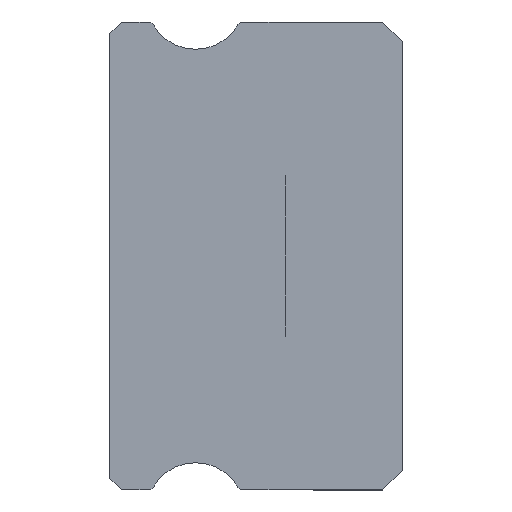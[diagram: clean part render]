
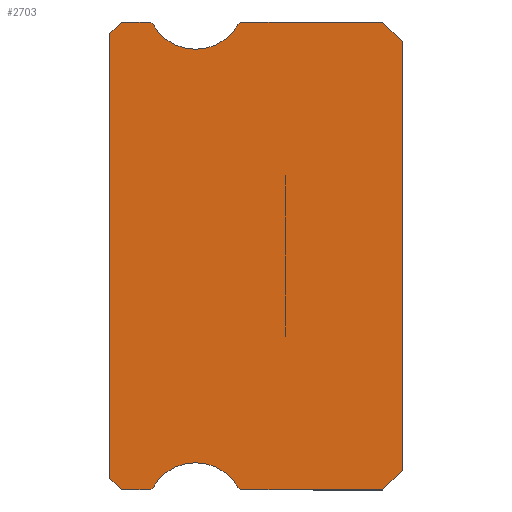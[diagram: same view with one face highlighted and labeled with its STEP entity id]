
A CAD part, left-side view. The second image highlights one B-rep face of the part: STEP entity #2703.
In plain terms, the highlighted planar face has unit normal (-1, 0, 0).
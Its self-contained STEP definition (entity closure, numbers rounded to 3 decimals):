
#23 = EDGE_CURVE ( 'NONE', #4618, #4244, #2920, .T. ) ;
#55 = CARTESIAN_POINT ( 'NONE',  ( -5., 6.512, -6. ) ) ;
#56 = VECTOR ( 'NONE', #3136, 1000. ) ;
#96 = LINE ( 'NONE', #3249, #56 ) ;
#152 = DIRECTION ( 'NONE',  ( 0., 0., -1. ) ) ;
#208 = ORIENTED_EDGE ( 'NONE', *, *, #2948, .F. ) ;
#213 = CARTESIAN_POINT ( 'NONE',  ( -5., 0.5, 6. ) ) ;
#253 = ORIENTED_EDGE ( 'NONE', *, *, #666, .T. ) ;
#267 = VERTEX_POINT ( 'NONE', #4399 ) ;
#287 = LINE ( 'NONE', #350, #407 ) ;
#321 = ORIENTED_EDGE ( 'NONE', *, *, #3783, .F. ) ;
#350 = CARTESIAN_POINT ( 'NONE',  ( -5., 0., -5.5 ) ) ;
#388 = CARTESIAN_POINT ( 'NONE',  ( -5., 6.512, -6. ) ) ;
#390 = LINE ( 'NONE', #3149, #970 ) ;
#397 = VECTOR ( 'NONE', #2594, 1000. ) ;
#407 = VECTOR ( 'NONE', #3445, 1000. ) ;
#447 = VERTEX_POINT ( 'NONE', #3398 ) ;
#462 = CARTESIAN_POINT ( 'NONE',  ( -5., 6.512, 5.85 ) ) ;
#476 = VERTEX_POINT ( 'NONE', #1033 ) ;
#484 = EDGE_CURVE ( 'NONE', #267, #3672, #3370, .T. ) ;
#524 = DIRECTION ( 'NONE',  ( 0., 0., -1. ) ) ;
#545 = DIRECTION ( 'NONE',  ( -1., 0., 0. ) ) ;
#587 = DIRECTION ( 'NONE',  ( 0., 1., 0. ) ) ;
#634 = ORIENTED_EDGE ( 'NONE', *, *, #3175, .F. ) ;
#646 = AXIS2_PLACEMENT_3D ( 'NONE', #4894, #1334, #4486 ) ;
#666 = EDGE_CURVE ( 'NONE', #2317, #1548, #2149, .T. ) ;
#674 = VERTEX_POINT ( 'NONE', #3813 ) ;
#696 = EDGE_CURVE ( 'NONE', #4765, #2874, #1003, .T. ) ;
#748 = EDGE_CURVE ( 'NONE', #674, #4153, #2478, .T. ) ;
#831 = EDGE_CURVE ( 'NONE', #2317, #4513, #390, .T. ) ;
#970 = VECTOR ( 'NONE', #2321, 1000. ) ;
#1003 = LINE ( 'NONE', #213, #397 ) ;
#1033 = CARTESIAN_POINT ( 'NONE',  ( -5., 0., -5.5 ) ) ;
#1055 = VECTOR ( 'NONE', #2215, 1000. ) ;
#1157 = EDGE_LOOP ( 'NONE', ( #3577, #4803, #253, #1837, #208, #634, #3997, #1841, #4344, #3162, #2964, #321, #5055, #4532, #4977, #3378, #1766 ) ) ;
#1168 = PLANE ( 'NONE',  #2575 ) ;
#1213 = VECTOR ( 'NONE', #1392, 1000. ) ;
#1290 = CARTESIAN_POINT ( 'NONE',  ( -5., 4.088, 6. ) ) ;
#1316 = VECTOR ( 'NONE', #3620, 1000. ) ;
#1334 = DIRECTION ( 'NONE',  ( -1., 0., 0. ) ) ;
#1352 = EDGE_CURVE ( 'NONE', #4618, #447, #2729, .T. ) ;
#1392 = DIRECTION ( 'NONE',  ( 0., 1., 0. ) ) ;
#1548 = VERTEX_POINT ( 'NONE', #5118 ) ;
#1650 = CARTESIAN_POINT ( 'NONE',  ( -5., 7.5, -5.7 ) ) ;
#1686 = CARTESIAN_POINT ( 'NONE',  ( -5., 5.3, 5.3 ) ) ;
#1706 = LINE ( 'NONE', #4846, #4695 ) ;
#1731 = CARTESIAN_POINT ( 'NONE',  ( -5., 0., 5.5 ) ) ;
#1766 = ORIENTED_EDGE ( 'NONE', *, *, #23, .T. ) ;
#1837 = ORIENTED_EDGE ( 'NONE', *, *, #4748, .T. ) ;
#1841 = ORIENTED_EDGE ( 'NONE', *, *, #484, .F. ) ;
#1906 = AXIS2_PLACEMENT_3D ( 'NONE', #4710, #4782, #2797 ) ;
#1948 = EDGE_CURVE ( 'NONE', #476, #267, #287, .T. ) ;
#2043 = CARTESIAN_POINT ( 'NONE',  ( -5., 4.088, -6. ) ) ;
#2149 = LINE ( 'NONE', #3430, #1055 ) ;
#2215 = DIRECTION ( 'NONE',  ( 0., -0.707, -0.707 ) ) ;
#2240 = VECTOR ( 'NONE', #4725, 1000. ) ;
#2246 = CARTESIAN_POINT ( 'NONE',  ( -5., 4.217, -5.925 ) ) ;
#2282 = CARTESIAN_POINT ( 'NONE',  ( -5., 4.088, -5.85 ) ) ;
#2317 = VERTEX_POINT ( 'NONE', #1650 ) ;
#2321 = DIRECTION ( 'NONE',  ( 0., 0., 1. ) ) ;
#2352 = CARTESIAN_POINT ( 'NONE',  ( -5., 7.2, 6. ) ) ;
#2393 = DIRECTION ( 'NONE',  ( 0., 0., -1. ) ) ;
#2404 = VERTEX_POINT ( 'NONE', #55 ) ;
#2433 = CARTESIAN_POINT ( 'NONE',  ( -5., 0.5, 6. ) ) ;
#2478 = CIRCLE ( 'NONE', #2961, 0.15 ) ;
#2575 = AXIS2_PLACEMENT_3D ( 'NONE', #462, #2836, #2393 ) ;
#2594 = DIRECTION ( 'NONE',  ( 0., -0.707, -0.707 ) ) ;
#2650 = CARTESIAN_POINT ( 'NONE',  ( -5., 6.512, -6. ) ) ;
#2703 = ADVANCED_FACE ( 'NONE', ( #3140 ), #1168, .F. ) ;
#2729 = CIRCLE ( 'NONE', #3138, 0.15 ) ;
#2742 = CIRCLE ( 'NONE', #1906, 0.15 ) ;
#2776 = LINE ( 'NONE', #4755, #1316 ) ;
#2797 = DIRECTION ( 'NONE',  ( 0., 0., -1. ) ) ;
#2836 = DIRECTION ( 'NONE',  ( 1., 0., 0. ) ) ;
#2874 = VERTEX_POINT ( 'NONE', #1731 ) ;
#2920 = LINE ( 'NONE', #4123, #5053 ) ;
#2948 = EDGE_CURVE ( 'NONE', #4476, #2404, #2742, .T. ) ;
#2961 = AXIS2_PLACEMENT_3D ( 'NONE', #3407, #4583, #4935 ) ;
#2964 = ORIENTED_EDGE ( 'NONE', *, *, #696, .F. ) ;
#2999 = EDGE_CURVE ( 'NONE', #476, #2874, #2776, .T. ) ;
#3003 = DIRECTION ( 'NONE',  ( 1., 0., 0. ) ) ;
#3130 = CIRCLE ( 'NONE', #4113, 1.25 ) ;
#3136 = DIRECTION ( 'NONE',  ( 0., -1., 0. ) ) ;
#3138 = AXIS2_PLACEMENT_3D ( 'NONE', #3681, #4944, #524 ) ;
#3140 = FACE_OUTER_BOUND ( 'NONE', #1157, .T. ) ;
#3149 = CARTESIAN_POINT ( 'NONE',  ( -5., 7.5, 5.85 ) ) ;
#3150 = AXIS2_PLACEMENT_3D ( 'NONE', #3335, #4091, #4904 ) ;
#3162 = ORIENTED_EDGE ( 'NONE', *, *, #2999, .T. ) ;
#3175 = EDGE_CURVE ( 'NONE', #5019, #4476, #5128, .T. ) ;
#3249 = CARTESIAN_POINT ( 'NONE',  ( -5., 6.512, 6. ) ) ;
#3306 = CARTESIAN_POINT ( 'NONE',  ( -5., 6.383, -5.925 ) ) ;
#3335 = CARTESIAN_POINT ( 'NONE',  ( -5., 5.3, 6.55 ) ) ;
#3370 = LINE ( 'NONE', #2650, #1213 ) ;
#3378 = ORIENTED_EDGE ( 'NONE', *, *, #1352, .F. ) ;
#3398 = CARTESIAN_POINT ( 'NONE',  ( -5., 6.383, 5.925 ) ) ;
#3407 = CARTESIAN_POINT ( 'NONE',  ( -5., 4.088, 5.85 ) ) ;
#3430 = CARTESIAN_POINT ( 'NONE',  ( -5., 7.2, -6. ) ) ;
#3445 = DIRECTION ( 'NONE',  ( 0., 0.707, -0.707 ) ) ;
#3577 = ORIENTED_EDGE ( 'NONE', *, *, #4994, .T. ) ;
#3583 = LINE ( 'NONE', #388, #2240 ) ;
#3620 = DIRECTION ( 'NONE',  ( 0., 0., 1. ) ) ;
#3672 = VERTEX_POINT ( 'NONE', #2043 ) ;
#3681 = CARTESIAN_POINT ( 'NONE',  ( -5., 6.512, 5.85 ) ) ;
#3705 = CARTESIAN_POINT ( 'NONE',  ( -5., 5.3, 6.55 ) ) ;
#3783 = EDGE_CURVE ( 'NONE', #4153, #4765, #96, .T. ) ;
#3813 = CARTESIAN_POINT ( 'NONE',  ( -5., 4.217, 5.925 ) ) ;
#3880 = CIRCLE ( 'NONE', #4291, 0.15 ) ;
#3997 = ORIENTED_EDGE ( 'NONE', *, *, #4416, .F. ) ;
#4091 = DIRECTION ( 'NONE',  ( -1., 0., 0. ) ) ;
#4113 = AXIS2_PLACEMENT_3D ( 'NONE', #3705, #545, #152 ) ;
#4123 = CARTESIAN_POINT ( 'NONE',  ( -5., 7.2, 6. ) ) ;
#4153 = VERTEX_POINT ( 'NONE', #1290 ) ;
#4244 = VERTEX_POINT ( 'NONE', #2352 ) ;
#4291 = AXIS2_PLACEMENT_3D ( 'NONE', #2282, #3003, #5084 ) ;
#4344 = ORIENTED_EDGE ( 'NONE', *, *, #1948, .F. ) ;
#4399 = CARTESIAN_POINT ( 'NONE',  ( -5., 0.5, -6. ) ) ;
#4416 = EDGE_CURVE ( 'NONE', #3672, #5019, #3880, .T. ) ;
#4476 = VERTEX_POINT ( 'NONE', #3306 ) ;
#4486 = DIRECTION ( 'NONE',  ( 0., 0., -1. ) ) ;
#4494 = DIRECTION ( 'NONE',  ( 0., 0.707, -0.707 ) ) ;
#4513 = VERTEX_POINT ( 'NONE', #4526 ) ;
#4526 = CARTESIAN_POINT ( 'NONE',  ( -5., 7.5, 5.7 ) ) ;
#4532 = ORIENTED_EDGE ( 'NONE', *, *, #4982, .F. ) ;
#4580 = EDGE_CURVE ( 'NONE', #447, #4974, #5135, .T. ) ;
#4583 = DIRECTION ( 'NONE',  ( 1., 0., 0. ) ) ;
#4618 = VERTEX_POINT ( 'NONE', #5006 ) ;
#4695 = VECTOR ( 'NONE', #4494, 1000. ) ;
#4710 = CARTESIAN_POINT ( 'NONE',  ( -5., 6.512, -5.85 ) ) ;
#4725 = DIRECTION ( 'NONE',  ( 0., -1., 0. ) ) ;
#4748 = EDGE_CURVE ( 'NONE', #1548, #2404, #3583, .T. ) ;
#4755 = CARTESIAN_POINT ( 'NONE',  ( -5., 0., 5.5 ) ) ;
#4765 = VERTEX_POINT ( 'NONE', #2433 ) ;
#4782 = DIRECTION ( 'NONE',  ( 1., 0., 0. ) ) ;
#4803 = ORIENTED_EDGE ( 'NONE', *, *, #831, .F. ) ;
#4846 = CARTESIAN_POINT ( 'NONE',  ( -5., 7.5, 5.7 ) ) ;
#4894 = CARTESIAN_POINT ( 'NONE',  ( -5., 5.3, -6.55 ) ) ;
#4904 = DIRECTION ( 'NONE',  ( 0., 0., -1. ) ) ;
#4935 = DIRECTION ( 'NONE',  ( 0., 0., -1. ) ) ;
#4944 = DIRECTION ( 'NONE',  ( 1., 0., 0. ) ) ;
#4974 = VERTEX_POINT ( 'NONE', #1686 ) ;
#4977 = ORIENTED_EDGE ( 'NONE', *, *, #4580, .F. ) ;
#4982 = EDGE_CURVE ( 'NONE', #4974, #674, #3130, .T. ) ;
#4994 = EDGE_CURVE ( 'NONE', #4244, #4513, #1706, .T. ) ;
#5006 = CARTESIAN_POINT ( 'NONE',  ( -5., 6.512, 6. ) ) ;
#5019 = VERTEX_POINT ( 'NONE', #2246 ) ;
#5053 = VECTOR ( 'NONE', #587, 1000. ) ;
#5055 = ORIENTED_EDGE ( 'NONE', *, *, #748, .F. ) ;
#5084 = DIRECTION ( 'NONE',  ( 0., 0., -1. ) ) ;
#5118 = CARTESIAN_POINT ( 'NONE',  ( -5., 7.2, -6. ) ) ;
#5128 = CIRCLE ( 'NONE', #646, 1.25 ) ;
#5135 = CIRCLE ( 'NONE', #3150, 1.25 ) ;
